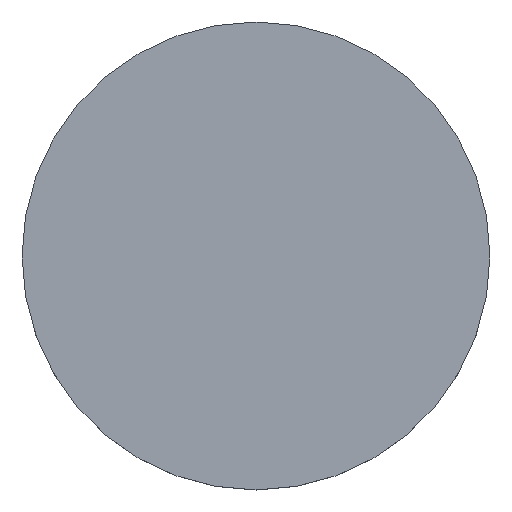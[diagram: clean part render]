
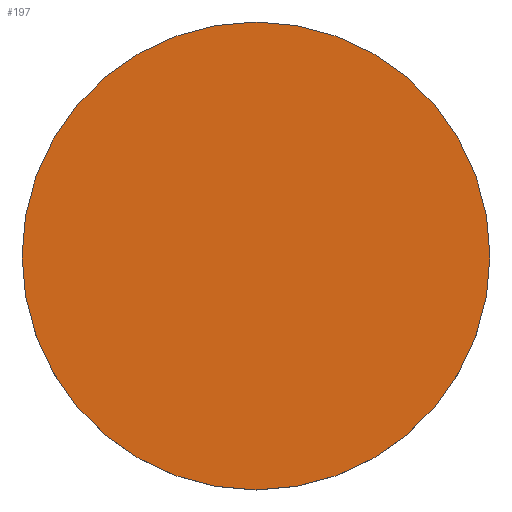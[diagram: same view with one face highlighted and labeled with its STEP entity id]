
A CAD part, top view. The second image highlights one B-rep face of the part: STEP entity #197.
In plain terms, the highlighted planar face has unit normal (0, 0, 1).
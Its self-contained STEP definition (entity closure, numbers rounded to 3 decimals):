
#1 = DIRECTION ( 'NONE',  ( 0., 0., -1. ) ) ;
#21 = VERTEX_POINT ( 'NONE', #215 ) ;
#30 = AXIS2_PLACEMENT_3D ( 'NONE', #32, #125, #146 ) ;
#32 = CARTESIAN_POINT ( 'NONE',  ( 0., 52.02, 3. ) ) ;
#33 = PLANE ( 'NONE',  #30 ) ;
#42 = EDGE_LOOP ( 'NONE', ( #57, #66 ) ) ;
#46 = EDGE_CURVE ( 'NONE', #21, #77, #179, .T. ) ;
#57 = ORIENTED_EDGE ( 'NONE', *, *, #46, .F. ) ;
#66 = ORIENTED_EDGE ( 'NONE', *, *, #139, .F. ) ;
#77 = VERTEX_POINT ( 'NONE', #216 ) ;
#91 = CIRCLE ( 'NONE', #158, 25.4 ) ;
#104 = CARTESIAN_POINT ( 'NONE',  ( 0., 0., 3. ) ) ;
#125 = DIRECTION ( 'NONE',  ( 0., 0., 1. ) ) ;
#126 = DIRECTION ( 'NONE',  ( 1., 0., 0. ) ) ;
#139 = EDGE_CURVE ( 'NONE', #77, #21, #91, .T. ) ;
#146 = DIRECTION ( 'NONE',  ( 1., 0., 0. ) ) ;
#158 = AXIS2_PLACEMENT_3D ( 'NONE', #104, #1, #126 ) ;
#165 = CARTESIAN_POINT ( 'NONE',  ( 0., 0., 3. ) ) ;
#179 = CIRCLE ( 'NONE', #199, 25.4 ) ;
#183 = DIRECTION ( 'NONE',  ( 0., 0., -1. ) ) ;
#197 = ADVANCED_FACE ( 'NONE', ( #231 ), #33, .T. ) ;
#199 = AXIS2_PLACEMENT_3D ( 'NONE', #165, #183, #234 ) ;
#215 = CARTESIAN_POINT ( 'NONE',  ( 25.4, 0., 3. ) ) ;
#216 = CARTESIAN_POINT ( 'NONE',  ( -25.4, 0., 3. ) ) ;
#231 = FACE_OUTER_BOUND ( 'NONE', #42, .T. ) ;
#234 = DIRECTION ( 'NONE',  ( 1., 0., 0. ) ) ;
